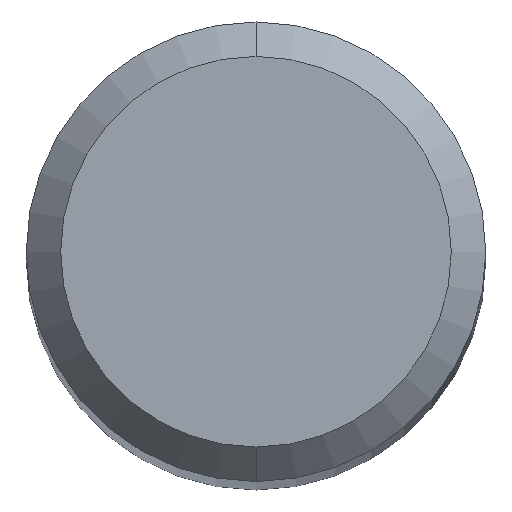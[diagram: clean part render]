
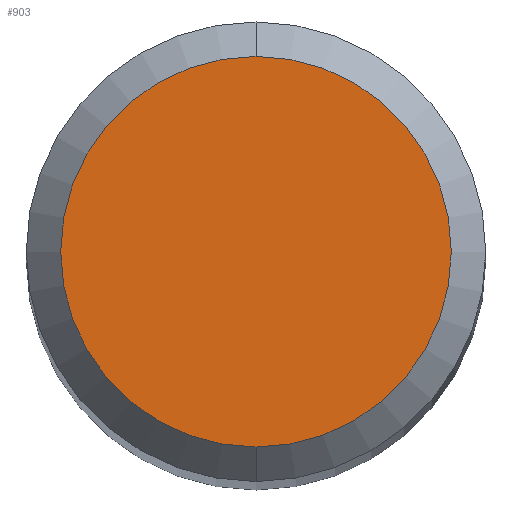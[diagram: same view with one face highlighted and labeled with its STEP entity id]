
A CAD part, top view. The second image highlights one B-rep face of the part: STEP entity #903.
In plain terms, the highlighted planar face has unit normal (0, 0, 1).
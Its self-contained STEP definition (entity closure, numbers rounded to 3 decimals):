
#669=EDGE_CURVE('',#1119,#983,#1518,.T.);
#903=ADVANCED_FACE('',(#1772),#1773,.T.);
#983=VERTEX_POINT('',#1860);
#1081=EDGE_CURVE('',#983,#1119,#1965,.T.);
#1119=VERTEX_POINT('',#2009);
#1518=CIRCLE('',#3193,1.7);
#1772=FACE_OUTER_BOUND('',#4321,.T.);
#1773=PLANE('',#4322);
#1860=CARTESIAN_POINT('',(0.0,1.7,0.0));
#1965=CIRCLE('',#4935,1.7);
#2009=CARTESIAN_POINT('',(0.,-1.7,0.0));
#3193=AXIS2_PLACEMENT_3D('',#5995,#5996,#5997);
#4321=EDGE_LOOP('',(#6265,#6266));
#4322=AXIS2_PLACEMENT_3D('',#6267,#6268,#6269);
#4935=AXIS2_PLACEMENT_3D('',#6466,#6467,#6468);
#5995=CARTESIAN_POINT('',(0.0,0.0,0.0));
#5996=DIRECTION('',(0.0,0.0,-1.0));
#5997=DIRECTION('',(0.0,1.0,0.0));
#6265=ORIENTED_EDGE('',*,*,#1081,.F.);
#6266=ORIENTED_EDGE('',*,*,#669,.F.);
#6267=CARTESIAN_POINT('',(0.0,0.85,0.0));
#6268=DIRECTION('',(-0.0,0.0,1.0));
#6269=DIRECTION('',(0.0,-1.0,0.0));
#6466=CARTESIAN_POINT('',(0.0,0.0,0.0));
#6467=DIRECTION('',(0.0,0.0,-1.0));
#6468=DIRECTION('',(0.0,1.0,0.0));
